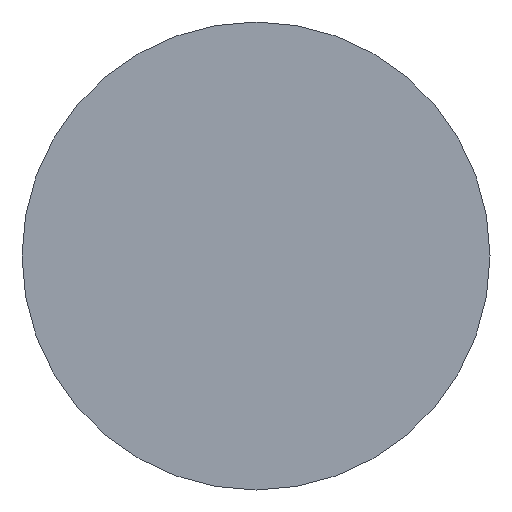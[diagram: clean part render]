
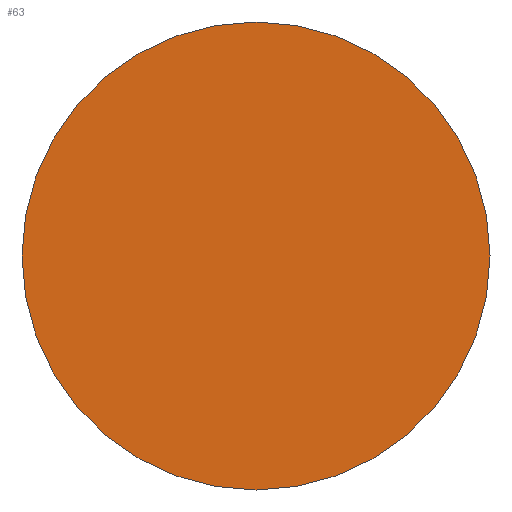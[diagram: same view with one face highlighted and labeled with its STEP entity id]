
A CAD part, front view. The second image highlights one B-rep face of the part: STEP entity #63.
In plain terms, the highlighted planar face has unit normal (0, -1, 0).
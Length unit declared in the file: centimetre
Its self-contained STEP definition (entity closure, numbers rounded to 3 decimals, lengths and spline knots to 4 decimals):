
#17=PLANE('',#75);
#22=FACE_OUTER_BOUND('',#28,.T.);
#28=EDGE_LOOP('',(#53));
#36=CIRCLE('',#74,6.4);
#40=VERTEX_POINT('',#106);
#45=EDGE_CURVE('',#40,#40,#36,.T.);
#53=ORIENTED_EDGE('',*,*,#45,.F.);
#63=ADVANCED_FACE('',(#22),#17,.F.);
#74=AXIS2_PLACEMENT_3D('',#108,#88,#89);
#75=AXIS2_PLACEMENT_3D('',#109,#90,#91);
#88=DIRECTION('center_axis',(0.,1.,0.));
#89=DIRECTION('ref_axis',(1.,0.,0.));
#90=DIRECTION('center_axis',(0.,1.,0.));
#91=DIRECTION('ref_axis',(0.,0.,1.));
#106=CARTESIAN_POINT('',(-6.4,-20.,0.));
#108=CARTESIAN_POINT('Origin',(0.,-20.,0.));
#109=CARTESIAN_POINT('Origin',(0.,-20.,0.));
